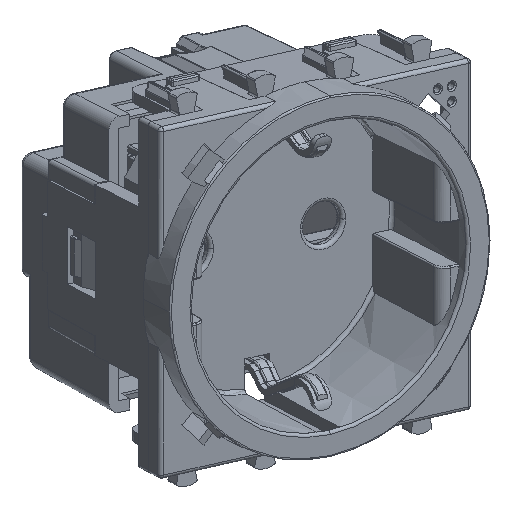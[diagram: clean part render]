
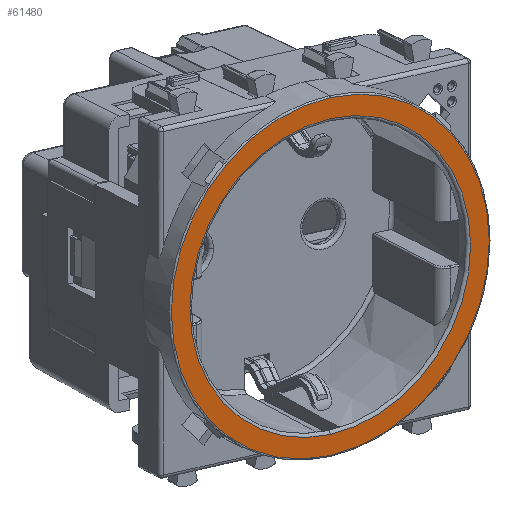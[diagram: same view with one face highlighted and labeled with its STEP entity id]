
A CAD part, top view. The second image highlights one B-rep face of the part: STEP entity #61480.
In plain terms, the highlighted face is planar.
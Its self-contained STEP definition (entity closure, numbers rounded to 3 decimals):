
#60840=CARTESIAN_POINT('Vertex',(0.,22.849,9.1)) ;
#60843=CARTESIAN_POINT('Axis2P3D Location',(0.,0.,9.1)) ;
#60847=CARTESIAN_POINT('Vertex',(22.849,0.,9.1)) ;
#60850=CARTESIAN_POINT('Axis2P3D Location',(0.,0.,9.1)) ;
#60854=CARTESIAN_POINT('Vertex',(0.,-22.849,9.1)) ;
#61423=CARTESIAN_POINT('Axis2P3D Location',(0.,0.,9.1)) ;
#61428=CARTESIAN_POINT('Axis2P3D Location',(0.,0.,9.1)) ;
#61432=CARTESIAN_POINT('Vertex',(-22.849,0.,9.1)) ;
#61435=CARTESIAN_POINT('Axis2P3D Location',(0.,0.,9.1)) ;
#61446=CARTESIAN_POINT('Axis2P3D Location',(0.,0.,9.1)) ;
#61450=CARTESIAN_POINT('Vertex',(0.,20.172,9.1)) ;
#61452=CARTESIAN_POINT('Vertex',(-20.172,0.,9.1)) ;
#61455=CARTESIAN_POINT('Axis2P3D Location',(0.,0.,9.1)) ;
#61459=CARTESIAN_POINT('Vertex',(20.172,0.,9.1)) ;
#61462=CARTESIAN_POINT('Axis2P3D Location',(0.,0.,9.1)) ;
#61466=CARTESIAN_POINT('Vertex',(0.,-20.172,9.1)) ;
#61469=CARTESIAN_POINT('Axis2P3D Location',(0.,0.,9.1)) ;
#60844=DIRECTION('Axis2P3D Direction',(0.,0.,1.)) ;
#60851=DIRECTION('Axis2P3D Direction',(0.,0.,1.)) ;
#61424=DIRECTION('Axis2P3D Direction',(0.,0.,1.)) ;
#61425=DIRECTION('Axis2P3D XDirection',(1.,0.,0.)) ;
#61429=DIRECTION('Axis2P3D Direction',(0.,0.,1.)) ;
#61436=DIRECTION('Axis2P3D Direction',(0.,0.,1.)) ;
#61447=DIRECTION('Axis2P3D Direction',(0.,0.,1.)) ;
#61456=DIRECTION('Axis2P3D Direction',(0.,0.,1.)) ;
#61463=DIRECTION('Axis2P3D Direction',(0.,0.,1.)) ;
#61470=DIRECTION('Axis2P3D Direction',(0.,0.,1.)) ;
#60845=AXIS2_PLACEMENT_3D('Circle Axis2P3D',#60843,#60844,$) ;
#60852=AXIS2_PLACEMENT_3D('Circle Axis2P3D',#60850,#60851,$) ;
#61426=AXIS2_PLACEMENT_3D('Plane Axis2P3D',#61423,#61424,#61425) ;
#61430=AXIS2_PLACEMENT_3D('Circle Axis2P3D',#61428,#61429,$) ;
#61437=AXIS2_PLACEMENT_3D('Circle Axis2P3D',#61435,#61436,$) ;
#61448=AXIS2_PLACEMENT_3D('Circle Axis2P3D',#61446,#61447,$) ;
#61457=AXIS2_PLACEMENT_3D('Circle Axis2P3D',#61455,#61456,$) ;
#61464=AXIS2_PLACEMENT_3D('Circle Axis2P3D',#61462,#61463,$) ;
#61471=AXIS2_PLACEMENT_3D('Circle Axis2P3D',#61469,#61470,$) ;
#61441=ORIENTED_EDGE('',*,*,#60849,.T.) ;
#61442=ORIENTED_EDGE('',*,*,#61434,.F.) ;
#61443=ORIENTED_EDGE('',*,*,#61439,.T.) ;
#61444=ORIENTED_EDGE('',*,*,#60856,.F.) ;
#61475=ORIENTED_EDGE('',*,*,#61454,.F.) ;
#61476=ORIENTED_EDGE('',*,*,#61461,.T.) ;
#61477=ORIENTED_EDGE('',*,*,#61468,.F.) ;
#61478=ORIENTED_EDGE('',*,*,#61473,.T.) ;
#61479=FACE_BOUND('',#61474,.T.) ;
#61480=ADVANCED_FACE('PartBody',(#61445,#61479),#61427,.T.) ;
#60846=CIRCLE('generated circle',#60845,22.849) ;
#60853=CIRCLE('generated circle',#60852,22.849) ;
#61431=CIRCLE('generated circle',#61430,22.849) ;
#61438=CIRCLE('generated circle',#61437,22.849) ;
#61449=CIRCLE('generated circle',#61448,20.172) ;
#61458=CIRCLE('generated circle',#61457,20.172) ;
#61465=CIRCLE('generated circle',#61464,20.172) ;
#61472=CIRCLE('generated circle',#61471,20.172) ;
#60849=EDGE_CURVE('',#60848,#60841,#60846,.T.) ;
#60856=EDGE_CURVE('',#60848,#60855,#60853,.F.) ;
#61434=EDGE_CURVE('',#61433,#60841,#61431,.F.) ;
#61439=EDGE_CURVE('',#61433,#60855,#61438,.T.) ;
#61454=EDGE_CURVE('',#61451,#61453,#61449,.T.) ;
#61461=EDGE_CURVE('',#61451,#61460,#61458,.F.) ;
#61468=EDGE_CURVE('',#61467,#61460,#61465,.T.) ;
#61473=EDGE_CURVE('',#61467,#61453,#61472,.F.) ;
#61440=EDGE_LOOP('',(#61441,#61442,#61443,#61444)) ;
#61474=EDGE_LOOP('',(#61475,#61476,#61477,#61478)) ;
#61445=FACE_OUTER_BOUND('',#61440,.T.) ;
#61427=PLANE('',#61426) ;
#60841=VERTEX_POINT('',#60840) ;
#60848=VERTEX_POINT('',#60847) ;
#60855=VERTEX_POINT('',#60854) ;
#61433=VERTEX_POINT('',#61432) ;
#61451=VERTEX_POINT('',#61450) ;
#61453=VERTEX_POINT('',#61452) ;
#61460=VERTEX_POINT('',#61459) ;
#61467=VERTEX_POINT('',#61466) ;
